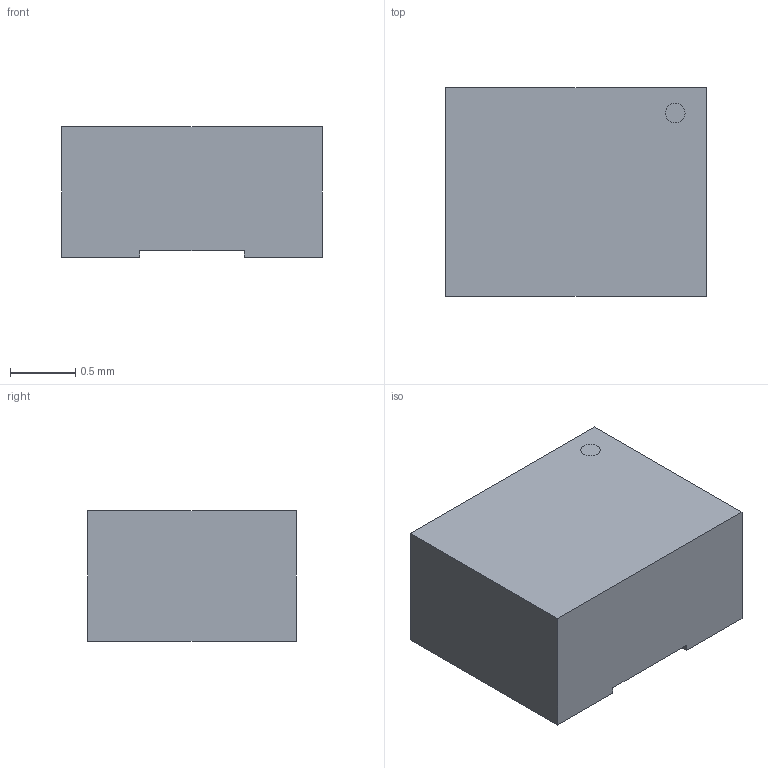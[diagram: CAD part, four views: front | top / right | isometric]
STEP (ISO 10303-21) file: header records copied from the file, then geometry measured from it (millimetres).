
FILE_DESCRIPTION (( 'STEP AP214' ), '1' );
FILE_NAME ('AOTA-B201610S3R3-101-T.STEP', '2025-01-09T04:07:24', ( '' ), ( '' ), 'SwSTEP 2.0', 'SolidWorks 2023', '' );
FILE_SCHEMA (( 'AUTOMOTIVE_DESIGN' ));
Length unit declared in the file: millimetre
Products named in the file (1): AOTA-B201610S3R3-101-T
Bounding box: 2 x 1.6 x 1 mm (x, y, z)
Volume: 3.1 mm3; surface area: 13.7 mm2
Topology: 1 solids, 1 shells, 11 faces, 26 edges, 18 vertices
Faces by surface type: plane 11
Entity records: 462 total; most frequent: CARTESIAN_POINT 56, DIRECTION 52, ORIENTED_EDGE 52, EDGE_CURVE 26, VECTOR 24, LINE 24, VERTEX_POINT 18, AXIS2_PLACEMENT_3D 14
